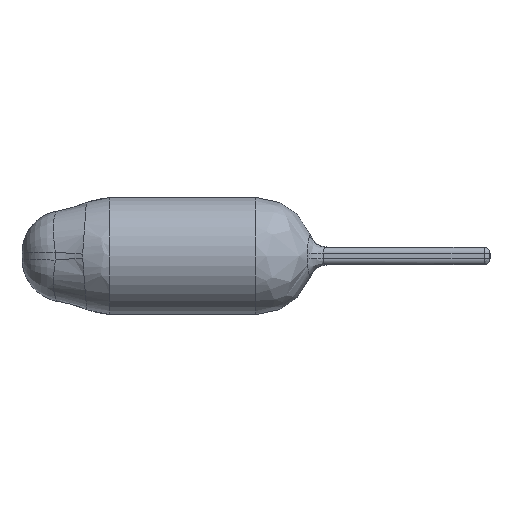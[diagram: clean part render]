
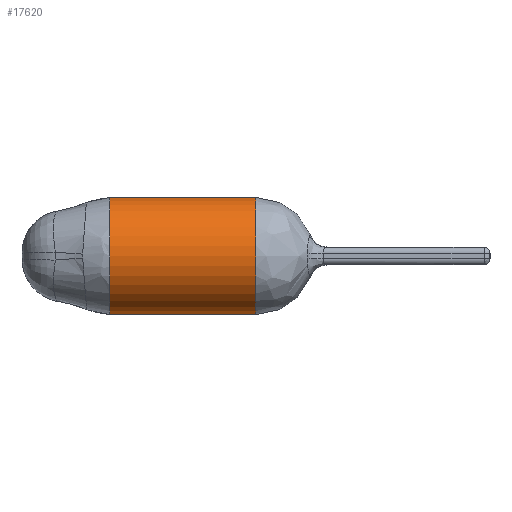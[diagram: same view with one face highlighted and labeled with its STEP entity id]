
A CAD part, left-side view. The second image highlights one B-rep face of the part: STEP entity #17620.
In plain terms, the highlighted cylindrical face has radius 1 mm (diameter 2 mm), a partial arc.
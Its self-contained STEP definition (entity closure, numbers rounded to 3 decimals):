
#516 = VERTEX_POINT ( 'NONE', #9144 ) ;
#949 = VERTEX_POINT ( 'NONE', #24909 ) ;
#1642 = EDGE_CURVE ( 'NONE', #516, #949, #29336, .T. ) ;
#2540 = DIRECTION ( 'NONE',  ( 0., 0., -1. ) ) ;
#3141 = EDGE_CURVE ( 'NONE', #17590, #15069, #12494, .T. ) ;
#4929 = VERTEX_POINT ( 'NONE', #22767 ) ;
#5683 = DIRECTION ( 'NONE',  ( 0., -1., 0. ) ) ;
#7451 = DIRECTION ( 'NONE',  ( 0., 0., -1. ) ) ;
#7853 = CARTESIAN_POINT ( 'NONE',  ( 0., 2.5, 1. ) ) ;
#7889 = ORIENTED_EDGE ( 'NONE', *, *, #1642, .T. ) ;
#8574 = EDGE_CURVE ( 'NONE', #949, #9696, #15773, .T. ) ;
#9144 = CARTESIAN_POINT ( 'NONE',  ( -1., 2.5, 0. ) ) ;
#9696 = VERTEX_POINT ( 'NONE', #13217 ) ;
#10025 = AXIS2_PLACEMENT_3D ( 'NONE', #14182, #23481, #2540 ) ;
#10182 = EDGE_CURVE ( 'NONE', #4929, #15069, #13091, .T. ) ;
#10739 = DIRECTION ( 'NONE',  ( 0., -1., 0. ) ) ;
#10741 = DIRECTION ( 'NONE',  ( 0., 0., -1. ) ) ;
#11108 = DIRECTION ( 'NONE',  ( 0., 0., -1. ) ) ;
#11414 = DIRECTION ( 'NONE',  ( 0., 1., 0. ) ) ;
#11721 = CARTESIAN_POINT ( 'NONE',  ( 0., 2.5, 1. ) ) ;
#11936 = DIRECTION ( 'NONE',  ( 0., 1., 0. ) ) ;
#12494 = LINE ( 'NONE', #7853, #18267 ) ;
#13091 = CIRCLE ( 'NONE', #18463, 1. ) ;
#13217 = CARTESIAN_POINT ( 'NONE',  ( 0., 0., -1. ) ) ;
#13647 = CARTESIAN_POINT ( 'NONE',  ( 0., 2.5, 0. ) ) ;
#14182 = CARTESIAN_POINT ( 'NONE',  ( 0., 2.5, 0. ) ) ;
#15069 = VERTEX_POINT ( 'NONE', #24934 ) ;
#15271 = CIRCLE ( 'NONE', #29851, 1. ) ;
#15773 = LINE ( 'NONE', #23057, #27041 ) ;
#15891 = AXIS2_PLACEMENT_3D ( 'NONE', #20872, #11414, #11108 ) ;
#16069 = DIRECTION ( 'NONE',  ( 0., -1., 0. ) ) ;
#17590 = VERTEX_POINT ( 'NONE', #11721 ) ;
#17620 = ADVANCED_FACE ( 'NONE', ( #28027 ), #23771, .T. ) ;
#18031 = ORIENTED_EDGE ( 'NONE', *, *, #10182, .T. ) ;
#18079 = DIRECTION ( 'NONE',  ( 0., 0., -1. ) ) ;
#18267 = VECTOR ( 'NONE', #19653, 1000. ) ;
#18463 = AXIS2_PLACEMENT_3D ( 'NONE', #23835, #11936, #7451 ) ;
#18952 = ORIENTED_EDGE ( 'NONE', *, *, #8574, .T. ) ;
#19607 = CARTESIAN_POINT ( 'NONE',  ( 0., 2.5, 0. ) ) ;
#19653 = DIRECTION ( 'NONE',  ( 0., -1., 0. ) ) ;
#20872 = CARTESIAN_POINT ( 'NONE',  ( 0., 0., 0. ) ) ;
#22536 = AXIS2_PLACEMENT_3D ( 'NONE', #13647, #10739, #18079 ) ;
#22585 = ORIENTED_EDGE ( 'NONE', *, *, #23476, .T. ) ;
#22767 = CARTESIAN_POINT ( 'NONE',  ( -1., 0., 0. ) ) ;
#23057 = CARTESIAN_POINT ( 'NONE',  ( 0., 2.5, -1. ) ) ;
#23476 = EDGE_CURVE ( 'NONE', #9696, #4929, #23650, .T. ) ;
#23481 = DIRECTION ( 'NONE',  ( 0., -1., 0. ) ) ;
#23650 = CIRCLE ( 'NONE', #15891, 1. ) ;
#23771 = CYLINDRICAL_SURFACE ( 'NONE', #10025, 1. ) ;
#23835 = CARTESIAN_POINT ( 'NONE',  ( 0., 0., 0. ) ) ;
#24909 = CARTESIAN_POINT ( 'NONE',  ( 0., 2.5, -1. ) ) ;
#24934 = CARTESIAN_POINT ( 'NONE',  ( 0., 0., 1. ) ) ;
#25287 = EDGE_LOOP ( 'NONE', ( #29659, #28281, #7889, #18952, #22585, #18031 ) ) ;
#27041 = VECTOR ( 'NONE', #16069, 1000. ) ;
#27143 = EDGE_CURVE ( 'NONE', #17590, #516, #15271, .T. ) ;
#28027 = FACE_OUTER_BOUND ( 'NONE', #25287, .T. ) ;
#28281 = ORIENTED_EDGE ( 'NONE', *, *, #27143, .T. ) ;
#29336 = CIRCLE ( 'NONE', #22536, 1. ) ;
#29659 = ORIENTED_EDGE ( 'NONE', *, *, #3141, .F. ) ;
#29851 = AXIS2_PLACEMENT_3D ( 'NONE', #19607, #5683, #10741 ) ;
